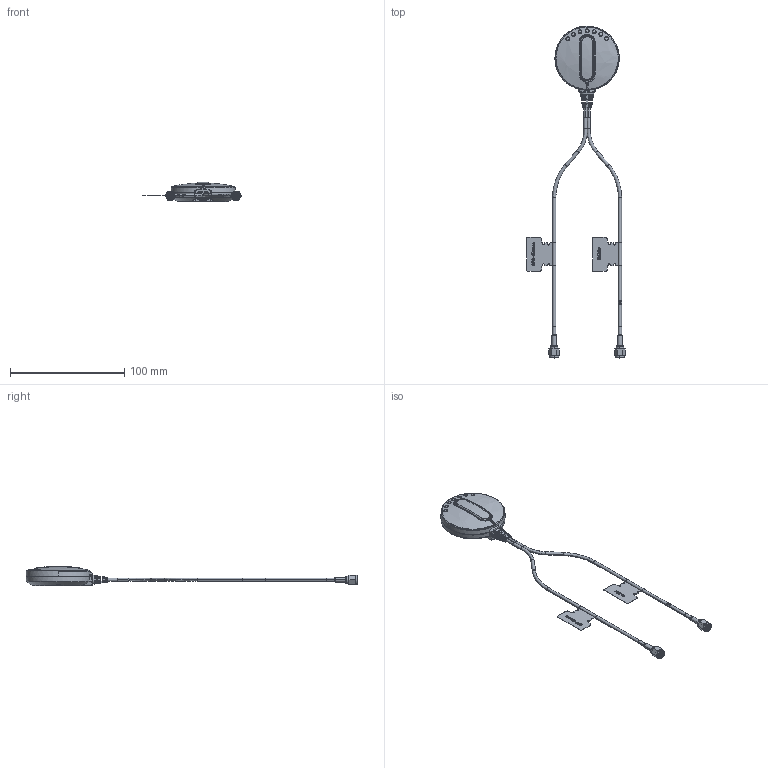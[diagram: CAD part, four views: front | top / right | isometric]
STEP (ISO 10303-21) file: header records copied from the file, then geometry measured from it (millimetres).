
FILE_DESCRIPTION (( 'STEP AP214' ), '1' );
FILE_NAME ('MA303.A.LB.002_Web.STEP', '2022-03-21T10:56:51', ( '' ), ( '' ), 'SwSTEP 2.0', 'SolidWorks 2018', '' );
FILE_SCHEMA (( 'AUTOMOTIVE_DESIGN' ));
Length unit declared in the file: millimetre
Products named in the file (1): MA303.A.LB.002_Web
Bounding box: 86.28 x 290.91 x 17.04 mm (x, y, z)
Surface area: 17218.3 mm2 (no closed solid volume)
Topology: 0 solids, 39 shells, 337 faces, 1856 edges, 1524 vertices
Faces by surface type: plane 113, cylinder 95, bspline 90, cone 31, torus 8
Entity records: 38225 total; most frequent: CARTESIAN_POINT 22600, ORIENTED_EDGE 2510, EDGE_CURVE 1852, DIRECTION 1703, VERTEX_POINT 1524, B_SPLINE_CURVE_WITH_KNOTS 903, AXIS2_PLACEMENT_3D 582, LINE 539
